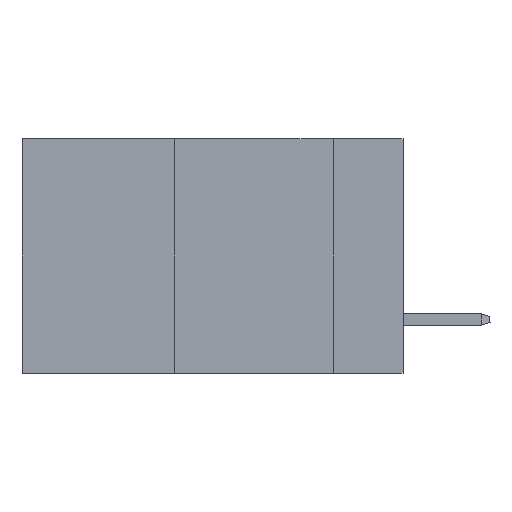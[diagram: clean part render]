
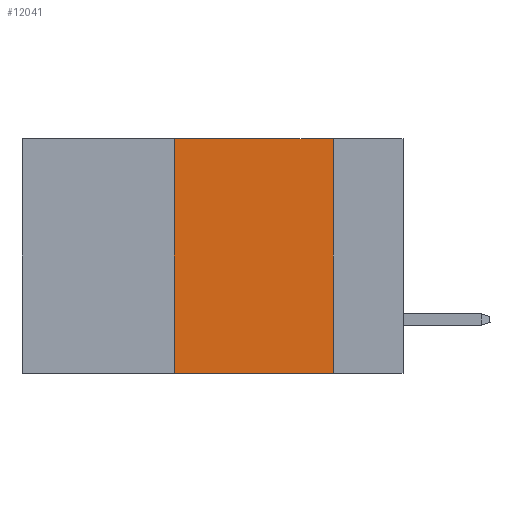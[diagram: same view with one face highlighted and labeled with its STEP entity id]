
A CAD part, left-side view. The second image highlights one B-rep face of the part: STEP entity #12041.
In plain terms, the highlighted planar face has unit normal (-1, 0, 0).
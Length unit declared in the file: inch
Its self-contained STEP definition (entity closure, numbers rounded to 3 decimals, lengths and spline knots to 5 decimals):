
#105 = CARTESIAN_POINT ( 'NONE',  ( 0., 0.6, 0. ) ) ;
#855 = VERTEX_POINT ( 'NONE', #17518 ) ;
#1101 = DIRECTION ( 'NONE',  ( 0., 0., 1. ) ) ;
#2017 = FACE_OUTER_BOUND ( 'NONE', #21580, .T. ) ;
#2407 = AXIS2_PLACEMENT_3D ( 'NONE', #9236, #20374, #8826 ) ;
#3095 = VECTOR ( 'NONE', #5572, 39.37008 ) ;
#3604 = PLANE ( 'NONE',  #2407 ) ;
#3959 = DIRECTION ( 'NONE',  ( 0., -1., 0. ) ) ;
#4175 = VERTEX_POINT ( 'NONE', #11729 ) ;
#5572 = DIRECTION ( 'NONE',  ( 0., -1., 0. ) ) ;
#6996 = DIRECTION ( 'NONE',  ( 0., 0., -1. ) ) ;
#7245 = ORIENTED_EDGE ( 'NONE', *, *, #14454, .F. ) ;
#7270 = LINE ( 'NONE', #14049, #3095 ) ;
#8216 = VECTOR ( 'NONE', #6996, 39.37008 ) ;
#8536 = CARTESIAN_POINT ( 'NONE',  ( 0., 0.11, 0. ) ) ;
#8826 = DIRECTION ( 'NONE',  ( 0., 0., -1. ) ) ;
#9236 = CARTESIAN_POINT ( 'NONE',  ( 0., 0.6, 0. ) ) ;
#10342 = EDGE_CURVE ( 'NONE', #4175, #17634, #15687, .T. ) ;
#10355 = VECTOR ( 'NONE', #1101, 39.37008 ) ;
#10823 = EDGE_CURVE ( 'NONE', #855, #19604, #7270, .T. ) ;
#11623 = ORIENTED_EDGE ( 'NONE', *, *, #10342, .F. ) ;
#11729 = CARTESIAN_POINT ( 'NONE',  ( 0., 0.36, 0. ) ) ;
#12041 = ADVANCED_FACE ( 'NONE', ( #2017 ), #3604, .F. ) ;
#14049 = CARTESIAN_POINT ( 'NONE',  ( 0., 0.6, -0.37 ) ) ;
#14454 = EDGE_CURVE ( 'NONE', #17634, #19604, #20407, .T. ) ;
#14916 = CARTESIAN_POINT ( 'NONE',  ( 0., 0.36, 0. ) ) ;
#15687 = LINE ( 'NONE', #105, #17996 ) ;
#15739 = EDGE_CURVE ( 'NONE', #855, #4175, #21748, .T. ) ;
#16729 = CARTESIAN_POINT ( 'NONE',  ( 0., 0.11, -0.37 ) ) ;
#17518 = CARTESIAN_POINT ( 'NONE',  ( 0., 0.36, -0.37 ) ) ;
#17634 = VERTEX_POINT ( 'NONE', #19590 ) ;
#17996 = VECTOR ( 'NONE', #3959, 39.37008 ) ;
#18429 = ORIENTED_EDGE ( 'NONE', *, *, #15739, .F. ) ;
#19590 = CARTESIAN_POINT ( 'NONE',  ( 0., 0.11, 0. ) ) ;
#19604 = VERTEX_POINT ( 'NONE', #16729 ) ;
#20374 = DIRECTION ( 'NONE',  ( 1., 0., 0. ) ) ;
#20407 = LINE ( 'NONE', #8536, #8216 ) ;
#20453 = ORIENTED_EDGE ( 'NONE', *, *, #10823, .T. ) ;
#21580 = EDGE_LOOP ( 'NONE', ( #7245, #11623, #18429, #20453 ) ) ;
#21748 = LINE ( 'NONE', #14916, #10355 ) ;
